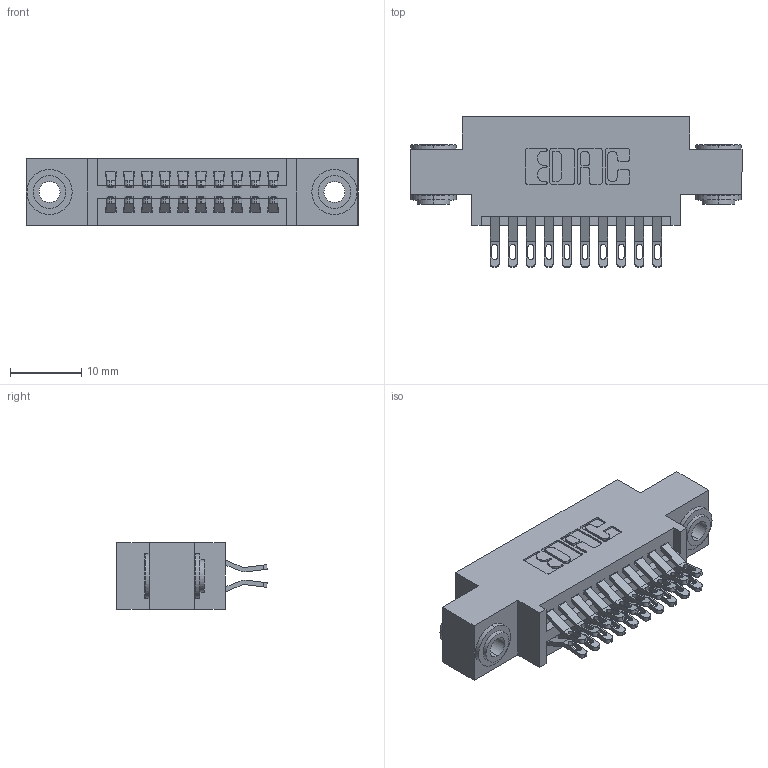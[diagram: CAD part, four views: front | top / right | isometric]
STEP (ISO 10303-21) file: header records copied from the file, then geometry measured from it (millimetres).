
FILE_DESCRIPTION (( 'STEP AP203' ), '1' );
FILE_NAME ('345-020-555-803.STEP', '2018-08-20T06:23:06', ( '' ), ( '' ), 'SwSTEP 2.0', 'SolidWorks 2016', '' );
FILE_SCHEMA (( 'CONFIG_CONTROL_DESIGN' ));
Length unit declared in the file: inch
Products named in the file (4): 345 Part_0.170 Offset - 0.156 Dia-TH; 345-292-001_555 Tail; 345-250-002_345-250-002-102; 345-020-555-803
Assembly tree (23 placements, depth 2):
  345-020-555-803
    345 Part_0.170 Offset - 0.156 Dia-TH
    345-292-001_555 Tail  x20
    345-250-002_345-250-002-102  x2
Bounding box: 46.61 x 21.13 x 9.4 mm (x, y, z)
Volume: 4194.6 mm3; surface area: 6130.7 mm2
Topology: 23 solids, 23 shells, 1288 faces, 3969 edges, 2642 vertices
Faces by surface type: plane 714, cylinder 566, cone 8
Entity records: 13262 total; most frequent: CARTESIAN_POINT 2265, ORIENTED_EDGE 2162, DIRECTION 2035, EDGE_CURVE 1081, VECTOR 865, LINE 865, VERTEX_POINT 718, AXIS2_PLACEMENT_3D 585
